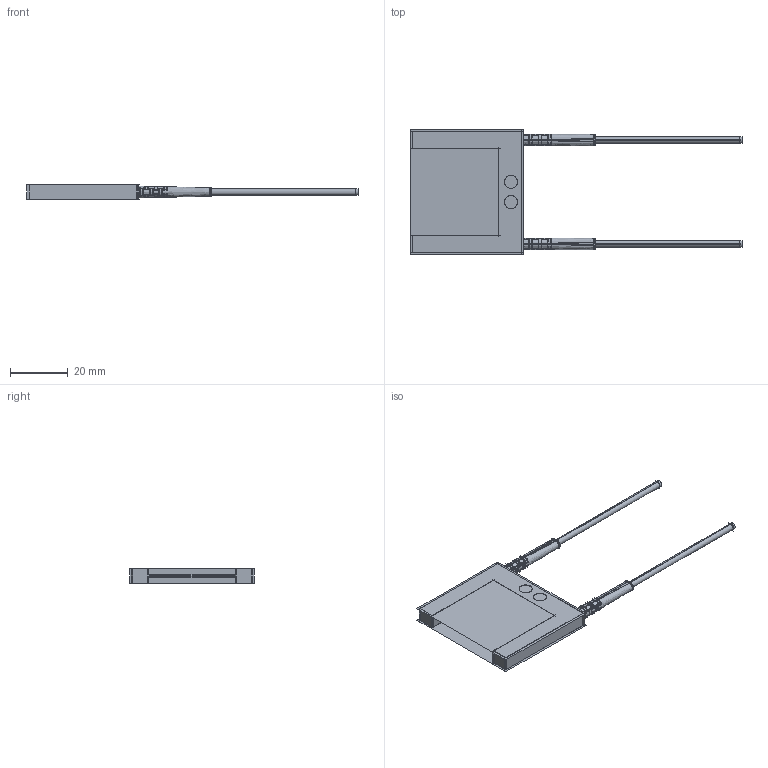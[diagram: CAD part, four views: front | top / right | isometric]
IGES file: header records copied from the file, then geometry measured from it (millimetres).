
Start section:  PTC IGES file: pu-3030_asm.igs
Global section: file name: pu-3030_asm.igs; native system: Creo Parametric by PTC Inc.; preprocessor: 2018400; author: Administrator; organization: Unknown; date: 20200324.135237; units: millimetre
Bounding box: 115.26 x 43.68 x 5.2 mm (x, y, z)
Surface area: 13763.1 mm2 (no closed solid volume)
Topology: 0 solids, 0 shells, 580 faces, 9056 edges, 11386 vertices
Faces by surface type: bspline 540, revolution 40
